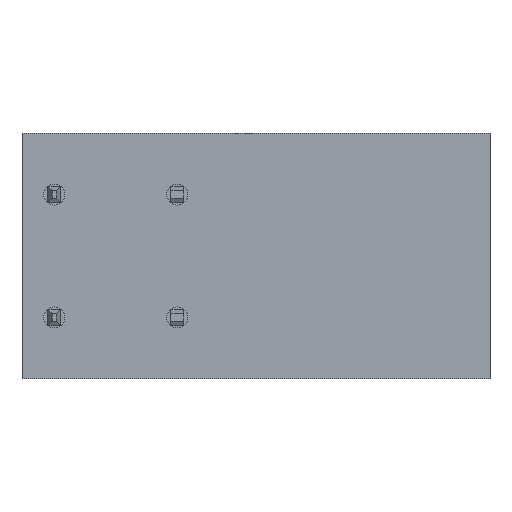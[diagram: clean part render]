
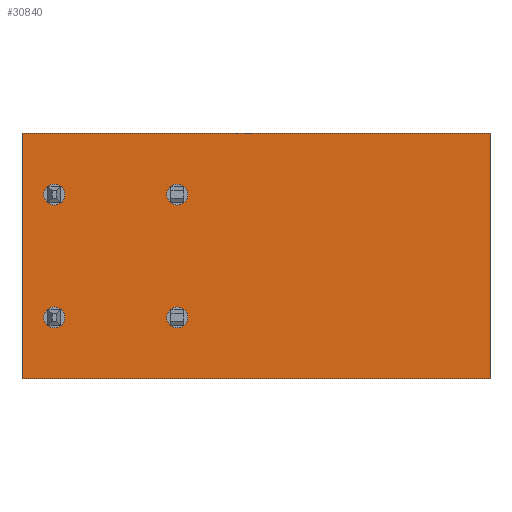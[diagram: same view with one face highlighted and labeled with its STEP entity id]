
A CAD part, front view. The second image highlights one B-rep face of the part: STEP entity #30840.
In plain terms, the highlighted planar face has unit normal (0, -1, 0).
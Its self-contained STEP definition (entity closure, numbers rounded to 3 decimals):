
#440=CARTESIAN_POINT('',(-64.603,26.246,
   3.8));
#450=VERTEX_POINT('',#440);
#480=CARTESIAN_POINT('',(0.,26.246,
   3.8));
#490=DIRECTION('',(-1.,0.,
   0.));
#500=VECTOR('',#490,1.);
#510=LINE('',#480,#500);
#520=CARTESIAN_POINT('',(-93.603,26.246,
   3.8));
#530=VERTEX_POINT('',#520);
#540=EDGE_CURVE('',#450,#530,#510,.T.);
#3780=CARTESIAN_POINT('',(-93.603,26.246
   ,-11.42));
#3790=VERTEX_POINT('',#3780);
#3820=CARTESIAN_POINT('',(-64.603,26.246
   ,-11.42));
#3830=DIRECTION('',(-1.,0.,
   0.));
#3840=VECTOR('',#3830,1.);
#3850=LINE('',#3820,#3840);
#3860=CARTESIAN_POINT('',(-64.603,26.246
   ,-11.42));
#3870=VERTEX_POINT('',#3860);
#3880=EDGE_CURVE('',#3870,#3790,#3850,.T.);
#19190=CARTESIAN_POINT('',(-84.633,
   26.246,-7.62));
#19200=VERTEX_POINT('',#19190);
#19250=CARTESIAN_POINT('',(-83.983,
   26.246,-7.62));
#19260=DIRECTION('',(0.,-1.,
   0.));
#19270=DIRECTION('',(1.,0.,
   0.));
#19280=AXIS2_PLACEMENT_3D('',#19250,#19260,#19270);
#19290=CIRCLE('',#19280,0.65);
#19300=CARTESIAN_POINT('',(-83.333,
   26.246,-7.62));
#19310=VERTEX_POINT('',#19300);
#19320=EDGE_CURVE('',#19310,#19200,#19290,.T.);
#24080=CARTESIAN_POINT('',(-92.253,
   26.246,-7.62));
#24090=VERTEX_POINT('',#24080);
#24270=CARTESIAN_POINT('',(-90.953,
   26.246,-7.62));
#24280=VERTEX_POINT('',#24270);
#24310=CARTESIAN_POINT('',(-91.603,
   26.246,-7.62));
#24320=DIRECTION('',(0.,-1.,
   0.));
#24330=DIRECTION('',(1.,0.,
   0.));
#24340=AXIS2_PLACEMENT_3D('',#24310,#24320,#24330);
#24350=CIRCLE('',#24340,0.65);
#24360=EDGE_CURVE('',#24090,#24280,#24350,.T.);
#30230=CARTESIAN_POINT('',(-64.603,
   26.246,0.));
#30240=DIRECTION('',(0.,-1.,
   0.));
#30250=DIRECTION('',(-1.,0.,
   0.));
#30260=AXIS2_PLACEMENT_3D('',#30230,#30240,#30250);
#30270=PLANE('',#30260);
#30280=ORIENTED_EDGE('',*,*,#3880,.F.);
#30290=CARTESIAN_POINT('',(-93.603,
   26.246,0.));
#30300=DIRECTION('',(0.,0.,
   1.));
#30310=VECTOR('',#30300,1.);
#30320=LINE('',#30290,#30310);
#30330=EDGE_CURVE('',#3790,#530,#30320,.T.);
#30340=ORIENTED_EDGE('',*,*,#30330,.F.);
#30350=ORIENTED_EDGE('',*,*,#540,.T.);
#30360=CARTESIAN_POINT('',(-64.603,
   26.246,0.));
#30370=DIRECTION('',(0.,0.,
   1.));
#30380=VECTOR('',#30370,1.);
#30390=LINE('',#30360,#30380);
#30400=EDGE_CURVE('',#3870,#450,#30390,.T.);
#30410=ORIENTED_EDGE('',*,*,#30400,.T.);
#30420=EDGE_LOOP('',(#30410,#30350,#30340,#30280));
#30430=FACE_OUTER_BOUND('',#30420,.T.);
#30440=EDGE_CURVE('',#24280,#24090,#24350,.T.);
#30450=ORIENTED_EDGE('',*,*,#30440,.F.);
#30460=ORIENTED_EDGE('',*,*,#24360,.F.);
#30470=EDGE_LOOP('',(#30460,#30450));
#30480=FACE_BOUND('',#30470,.T.);
#30490=CARTESIAN_POINT('',(-91.603,
   26.246,0.));
#30500=DIRECTION('',(0.,-1.,
   0.));
#30510=DIRECTION('',(1.,0.,
   0.));
#30520=AXIS2_PLACEMENT_3D('',#30490,#30500,#30510);
#30530=CIRCLE('',#30520,0.65);
#30540=CARTESIAN_POINT('',(-90.953,
   26.246,0.));
#30550=VERTEX_POINT('',#30540);
#30560=CARTESIAN_POINT('',(-92.253,
   26.246,0.));
#30570=VERTEX_POINT('',#30560);
#30580=EDGE_CURVE('',#30550,#30570,#30530,.T.);
#30590=ORIENTED_EDGE('',*,*,#30580,.F.);
#30600=EDGE_CURVE('',#30570,#30550,#30530,.T.);
#30610=ORIENTED_EDGE('',*,*,#30600,.F.);
#30620=EDGE_LOOP('',(#30610,#30590));
#30630=FACE_BOUND('',#30620,.T.);
#30640=ORIENTED_EDGE('',*,*,#19320,.F.);
#30650=EDGE_CURVE('',#19200,#19310,#19290,.T.);
#30660=ORIENTED_EDGE('',*,*,#30650,.F.);
#30670=EDGE_LOOP('',(#30660,#30640));
#30680=FACE_BOUND('',#30670,.T.);
#30690=CARTESIAN_POINT('',(-83.983,
   26.246,0.));
#30700=DIRECTION('',(0.,-1.,
   0.));
#30710=DIRECTION('',(1.,0.,
   0.));
#30720=AXIS2_PLACEMENT_3D('',#30690,#30700,#30710);
#30730=CIRCLE('',#30720,0.65);
#30740=CARTESIAN_POINT('',(-84.633,
   26.246,0.));
#30750=VERTEX_POINT('',#30740);
#30760=CARTESIAN_POINT('',(-83.333,
   26.246,0.));
#30770=VERTEX_POINT('',#30760);
#30780=EDGE_CURVE('',#30750,#30770,#30730,.T.);
#30790=ORIENTED_EDGE('',*,*,#30780,.F.);
#30800=EDGE_CURVE('',#30770,#30750,#30730,.T.);
#30810=ORIENTED_EDGE('',*,*,#30800,.F.);
#30820=EDGE_LOOP('',(#30810,#30790));
#30830=FACE_BOUND('',#30820,.T.);
#30840=ADVANCED_FACE('',(#30430,#30480,#30630,#30680,#30830),#30270,.T.)
   ;
